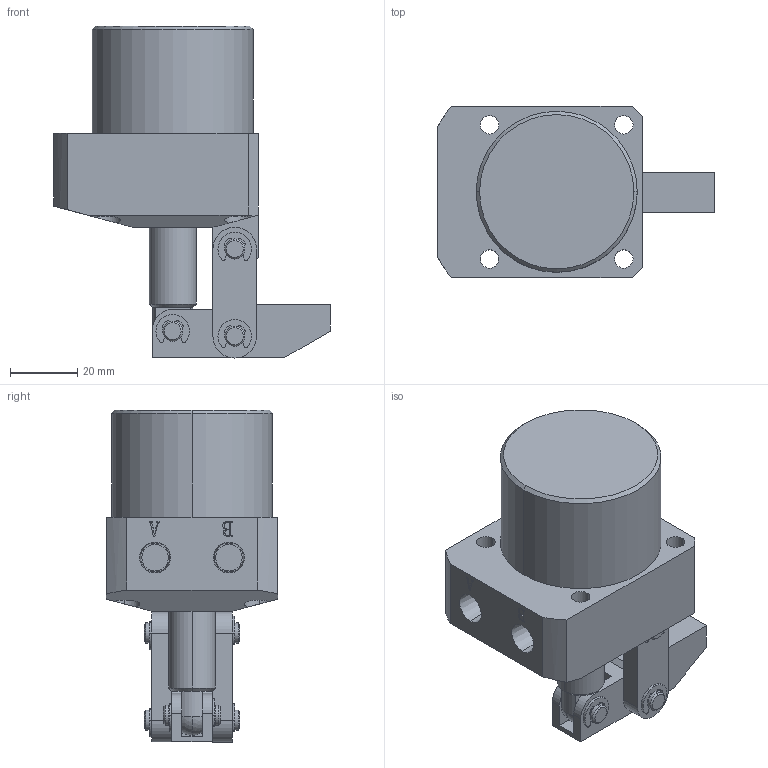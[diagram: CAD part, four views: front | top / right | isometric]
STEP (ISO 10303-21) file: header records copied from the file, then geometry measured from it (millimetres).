
FILE_DESCRIPTION (( 'STEP AP203' ), '1' );
FILE_NAME ('HLKA-32.STEP', '2019-10-14T00:29:16', ( '微软用户' ), ( '微软中国' ), 'SwSTEP 2.0', 'SolidWorks 2012', '' );
FILE_SCHEMA (( 'CONFIG_CONTROL_DESIGN' ));
Length unit declared in the file: millimetre
Products named in the file (8): HLKA-32; e rings gb_GB_CONNECTING_PIECE_RINGS_HR 5; HLKA-32酗种; HLKA-32揤旋; HLKA-32蟀裝; HLKA-32活塞杆; HLKA-32傻种; HLKA-32掛极
Assembly tree (14 placements, depth 2):
  HLKA-32
    HLKA-32掛极
    HLKA-32傻种
    HLKA-32活塞杆
    HLKA-32蟀裝  x2
    HLKA-32揤旋
    HLKA-32酗种  x2
    e rings gb_GB_CONNECTING_PIECE_RINGS_HR 5  x6
Bounding box: 82.5 x 51 x 99 mm (x, y, z)
Volume: 135179.2 mm3; surface area: 38262.2 mm2
Topology: 14 solids, 14 shells, 392 faces, 988 edges, 649 vertices
Faces by surface type: cylinder 187, plane 161, cone 20, bspline 16, torus 6, sphere 2
Entity records: 9005 total; most frequent: CARTESIAN_POINT 2156, DIRECTION 1235, ORIENTED_EDGE 1186, EDGE_CURVE 593, AXIS2_PLACEMENT_3D 450, VERTEX_POINT 387, VECTOR 335, LINE 335
